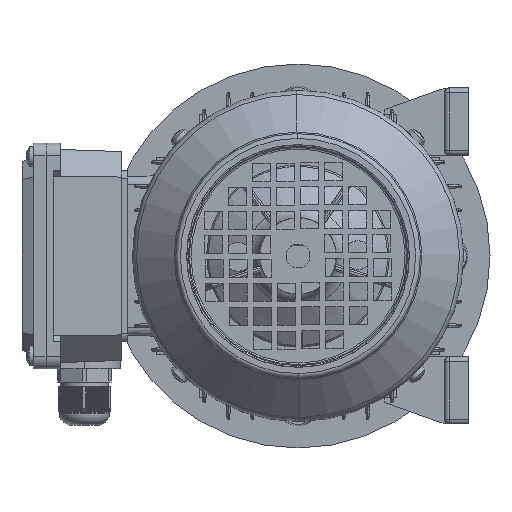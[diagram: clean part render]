
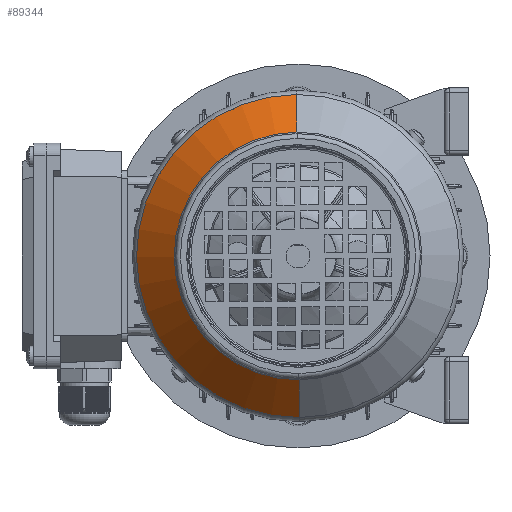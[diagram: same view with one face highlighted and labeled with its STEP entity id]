
A CAD part, left-side view. The second image highlights one B-rep face of the part: STEP entity #89344.
In plain terms, the highlighted conical face has half-angle 45 degrees and reference radius 51.586 mm.
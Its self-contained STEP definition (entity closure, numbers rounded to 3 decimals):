
#89271 = VERTEX_POINT ( 'NONE', #122845 ) ;
#89274 = ORIENTED_EDGE ( 'NONE', *, *, #89275, .F. ) ;
#89275 = EDGE_CURVE ( 'NONE', #89276, #89271, #122893, .T. ) ;
#89276 = VERTEX_POINT ( 'NONE', #122888 ) ;
#89277 = ORIENTED_EDGE ( 'NONE', *, *, #89278, .F. ) ;
#89278 = EDGE_CURVE ( 'NONE', #89289, #89276, #122887, .T. ) ;
#89288 = VERTEX_POINT ( 'NONE', #122925 ) ;
#89289 = VERTEX_POINT ( 'NONE', #122924 ) ;
#89344 = ADVANCED_FACE ( 'NONE', ( #123004 ), #123003, .T. ) ;
#89345 = EDGE_LOOP ( 'NONE', ( #89346, #89349, #89274, #89277 ) ) ;
#89346 = ORIENTED_EDGE ( 'NONE', *, *, #89348, .T. ) ;
#89348 = EDGE_CURVE ( 'NONE', #89289, #89288, #122997, .T. ) ;
#89349 = ORIENTED_EDGE ( 'NONE', *, *, #89350, .T. ) ;
#89350 = EDGE_CURVE ( 'NONE', #89288, #89271, #123052, .T. ) ;
#122845 = CARTESIAN_POINT ( 'NONE',  ( 53.713, 0., -67.287 ) ) ;
#122884 = DIRECTION ( 'NONE',  ( -0.707, 0., 0.707 ) ) ;
#122885 = VECTOR ( 'NONE', #122884, 1000. ) ;
#122886 = CARTESIAN_POINT ( 'NONE',  ( 69.414, 0., 51.586 ) ) ;
#122887 = LINE ( 'NONE', #122886, #122885 ) ;
#122888 = CARTESIAN_POINT ( 'NONE',  ( 53.713, 0., 67.287 ) ) ;
#122889 = DIRECTION ( 'NONE',  ( 0., 0., 1. ) ) ;
#122890 = DIRECTION ( 'NONE',  ( -1., 0., 0. ) ) ;
#122891 = CARTESIAN_POINT ( 'NONE',  ( 53.713, 0., 0. ) ) ;
#122892 = AXIS2_PLACEMENT_3D ( 'NONE', #122891, #122890, #122889 ) ;
#122893 = CIRCLE ( 'NONE', #122892, 67.287 ) ;
#122924 = CARTESIAN_POINT ( 'NONE',  ( 69.414, 0., 51.586 ) ) ;
#122925 = CARTESIAN_POINT ( 'NONE',  ( 69.414, 0., -51.586 ) ) ;
#122995 = CARTESIAN_POINT ( 'NONE',  ( 69.414, 0., 0. ) ) ;
#122996 = AXIS2_PLACEMENT_3D ( 'NONE', #122995, #123054, #123053 ) ;
#122997 = CIRCLE ( 'NONE', #122996, 51.586 ) ;
#122998 = DIRECTION ( 'NONE',  ( 0., 0., 1. ) ) ;
#122999 = DIRECTION ( 'NONE',  ( -1., 0., 0. ) ) ;
#123000 = CARTESIAN_POINT ( 'NONE',  ( 69.414, 0., 0. ) ) ;
#123001 = AXIS2_PLACEMENT_3D ( 'NONE', #123000, #122999, #122998 ) ;
#123003 = CONICAL_SURFACE ( 'NONE', #123001, 51.586, 0.785 ) ;
#123004 = FACE_OUTER_BOUND ( 'NONE', #89345, .T. ) ;
#123049 = DIRECTION ( 'NONE',  ( -0.707, 0., -0.707 ) ) ;
#123050 = VECTOR ( 'NONE', #123049, 1000. ) ;
#123051 = CARTESIAN_POINT ( 'NONE',  ( 69.414, 0., -51.586 ) ) ;
#123052 = LINE ( 'NONE', #123051, #123050 ) ;
#123053 = DIRECTION ( 'NONE',  ( 0., 0., 1. ) ) ;
#123054 = DIRECTION ( 'NONE',  ( -1., 0., 0. ) ) ;
